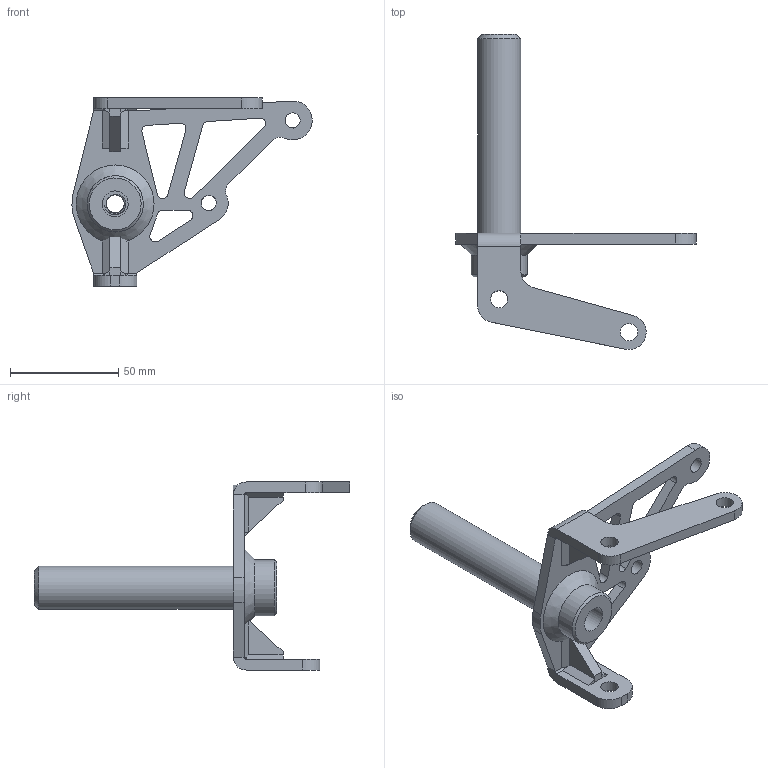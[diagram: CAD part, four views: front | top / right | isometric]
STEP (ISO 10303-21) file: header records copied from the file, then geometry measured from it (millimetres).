
FILE_DESCRIPTION(/* description */ ('Unknown'),/* implementation_level */ '2;1');
FILE_NAME(/* name */ 'RH-Upright-Assembly',/* time_stamp */ '2020-07-03T12:03:32+01:00',/* author */ ('Unknown'),/* organization */ ('Unknown'),/* preprocessor_version */ 'ST-DEVELOPER v16.7',/* originating_system */ 'Solid Edge',/* authorisation */ 'Unknown');
FILE_SCHEMA (('AUTOMOTIVE_DESIGN {1 0 10303 214 3 1 1}'));
Length unit declared in the file: millimetre
Products named in the file (11): RH-Upright-Assembly; RH-upright; RH-Upright-Assembly_469_690_Fillet 7_oa_0; RH-Upright-Assembly_469_690_Fillet 7_oa_1; front-axle; RH-Upright-Assembly_469_690_Fillet 7_oa_2; RH-Upright-Assembly_469_690_Fillet 7_oa_3; upright-gusset; RH-Upright-Assembly_469_690_Fillet 7_oa_4; RH-Upright-Assembly_469_690_Fillet 7_oa_5; RH-Upright-Assembly_469_690_Fillet 7_oa_6
Assembly tree (11 placements, depth 2):
  RH-Upright-Assembly
    RH-upright
    RH-Upright-Assembly_469_690_Fillet 7_oa_0
    RH-Upright-Assembly_469_690_Fillet 7_oa_1
    front-axle
    RH-Upright-Assembly_469_690_Fillet 7_oa_2
    RH-Upright-Assembly_469_690_Fillet 7_oa_3
    upright-gusset  x2
    RH-Upright-Assembly_469_690_Fillet 7_oa_4
    RH-Upright-Assembly_469_690_Fillet 7_oa_5
    RH-Upright-Assembly_469_690_Fillet 7_oa_6
Bounding box: 111 x 145.77 x 87 mm (x, y, z)
Volume: 61677.5 mm3; surface area: 34542.1 mm2
Topology: 13 solids, 13 shells, 129 faces, 298 edges, 197 vertices
Faces by surface type: plane 86, cylinder 38, cone 3, bspline 2
Full cylindrical faces by diameter (mm): 7 x2, 8 x3, 10 x1, 12 x1, 20 x2, 26 x2
Entity records: 8233 total; most frequent: CARTESIAN_POINT 5220, DIRECTION 596, ORIENTED_EDGE 526, EDGE_CURVE 263, AXIS2_PLACEMENT_3D 209, VERTEX_POINT 181, LINE 178, VECTOR 178
